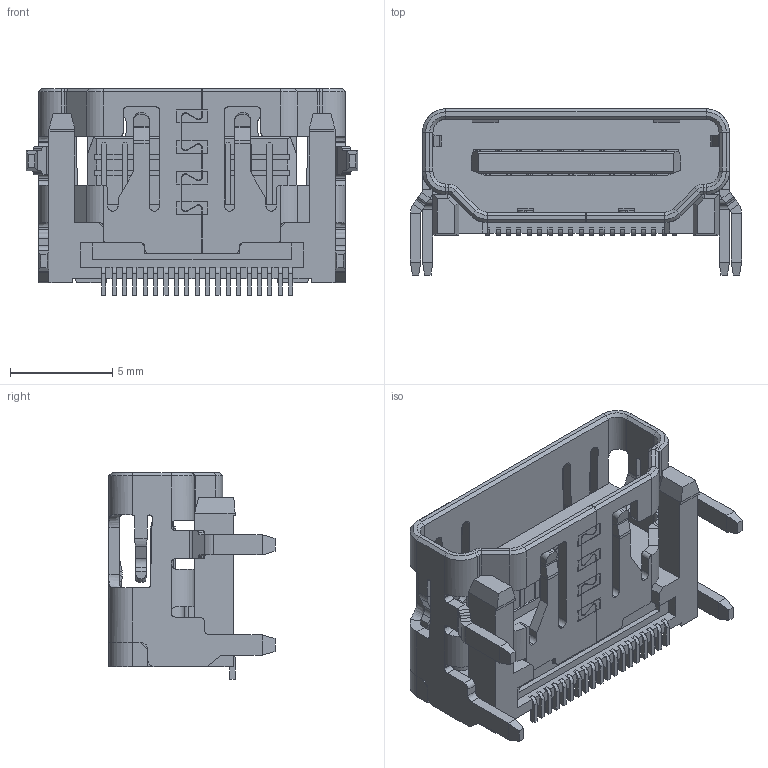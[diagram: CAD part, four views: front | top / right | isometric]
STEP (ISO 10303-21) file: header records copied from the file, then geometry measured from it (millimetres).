
FILE_DESCRIPTION (( 'STEP AP214' ), '1' );
FILE_NAME ('SS-53000-001.STEP', '2020-12-08T19:14:06', ( '' ), ( '' ), 'SwSTEP 2.0', 'SolidWorks 2017', '' );
FILE_SCHEMA (( 'AUTOMOTIVE_DESIGN' ));
Length unit declared in the file: inch
Products named in the file (1): SS-53000-001
Bounding box: 16.21 x 8.13 x 10.11 mm (x, y, z)
Volume: 420.1 mm3; surface area: 1181.2 mm2
Topology: 40 solids, 40 shells, 1416 faces, 3662 edges, 2336 vertices
Faces by surface type: plane 1152, cylinder 236, cone 18, bspline 10
Entity records: 43021 total; most frequent: CARTESIAN_POINT 7859, ORIENTED_EDGE 7324, DIRECTION 6868, EDGE_CURVE 3662, LINE 3130, VECTOR 3130, VERTEX_POINT 2336, AXIS2_PLACEMENT_3D 1869
